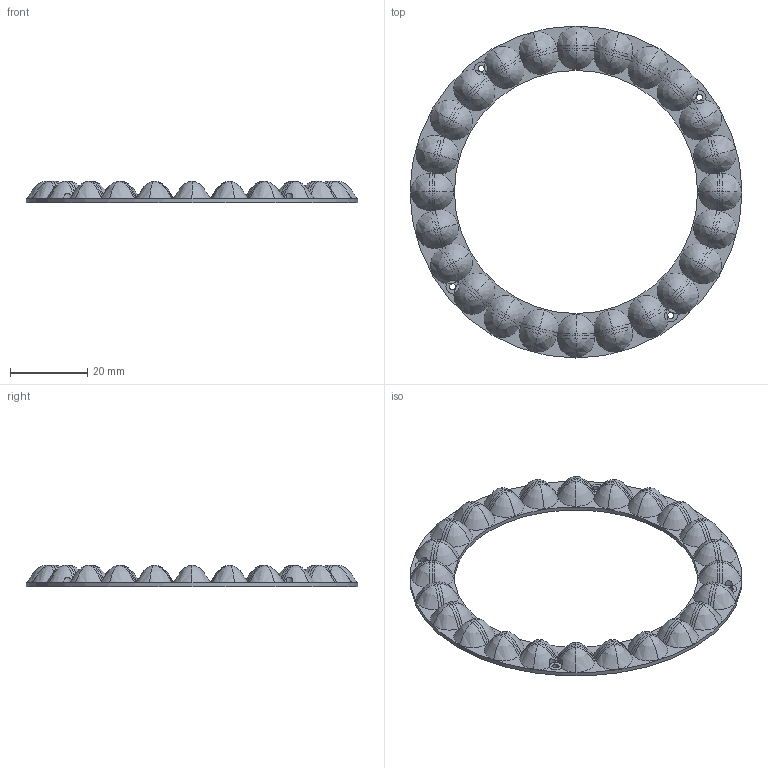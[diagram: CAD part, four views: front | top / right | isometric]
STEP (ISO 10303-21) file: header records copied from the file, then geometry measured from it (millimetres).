
FILE_DESCRIPTION(('FreeCAD Model'),'2;1');
FILE_NAME('Open CASCADE Shape Model','2024-09-01T14:06:20',('Author'),( ''),'Open CASCADE STEP processor 7.7','FreeCAD','Unknown');
FILE_SCHEMA(('AUTOMOTIVE_DESIGN { 1 0 10303 214 1 1 1 1 }'));
Length unit declared in the file: millimetre
Products named in the file (1): Körper
Bounding box: 86 x 86 x 5.5 mm (x, y, z)
Volume: 7551.7 mm3; surface area: 7099.2 mm2
Topology: 1 solids, 1 shells, 229 faces, 670 edges, 348 vertices
Faces by surface type: revolution 96, extrusion 96, plane 19, cylinder 18
Full cylindrical faces by diameter (mm): 1.6 x4, 63 x1, 86 x1
Entity records: 20266 total; most frequent: CARTESIAN_POINT 8360, DIRECTION 2370, ORIENTED_EDGE 1148, PCURVE 1148, DEFINITIONAL_REPRESENTATION 1148, VECTOR 1022, LINE 926, EDGE_CURVE 574
